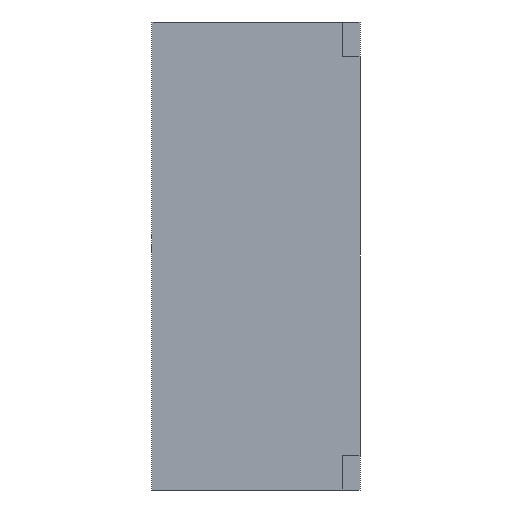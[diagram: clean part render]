
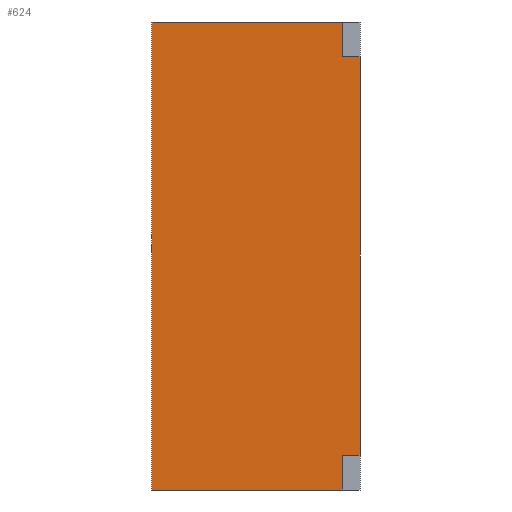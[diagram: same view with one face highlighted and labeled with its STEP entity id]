
A CAD part, left-side view. The second image highlights one B-rep face of the part: STEP entity #624.
In plain terms, the highlighted planar face has unit normal (-1, 0, 0).
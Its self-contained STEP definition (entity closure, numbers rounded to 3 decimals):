
#25=DIRECTION('',(0.,0.,1.));
#26=VECTOR('',#25,2.3);
#27=CARTESIAN_POINT('',(-2.65,0.,-1.15));
#28=LINE('',#27,#26);
#85=DIRECTION('',(0.,1.,0.));
#86=VECTOR('',#85,1.1);
#87=CARTESIAN_POINT('',(-2.65,0.1,1.35));
#88=LINE('',#87,#86);
#149=DIRECTION('',(0.,0.,1.));
#150=VECTOR('',#149,2.7);
#151=CARTESIAN_POINT('',(-2.65,1.2,-1.35));
#152=LINE('',#151,#150);
#201=DIRECTION('',(0.,0.,1.));
#202=VECTOR('',#201,0.2);
#203=CARTESIAN_POINT('',(-2.65,0.1,-1.35));
#204=LINE('',#203,#202);
#205=DIRECTION('',(0.,1.,0.));
#206=VECTOR('',#205,1.1);
#207=CARTESIAN_POINT('',(-2.65,0.1,-1.35));
#208=LINE('',#207,#206);
#209=DIRECTION('',(0.,0.,1.));
#210=VECTOR('',#209,0.2);
#211=CARTESIAN_POINT('',(-2.65,0.1,1.15));
#212=LINE('',#211,#210);
#213=DIRECTION('',(0.,1.,0.));
#214=VECTOR('',#213,0.1);
#215=CARTESIAN_POINT('',(-2.65,0.,1.15));
#216=LINE('',#215,#214);
#217=DIRECTION('',(0.,1.,0.));
#218=VECTOR('',#217,0.1);
#219=CARTESIAN_POINT('',(-2.65,0.,-1.15));
#220=LINE('',#219,#218);
#289=CARTESIAN_POINT('',(-2.65,1.2,-1.35));
#290=CARTESIAN_POINT('',(-2.65,1.2,1.35));
#291=VERTEX_POINT('',#289);
#292=VERTEX_POINT('',#290);
#297=CARTESIAN_POINT('',(-2.65,0.1,1.35));
#299=VERTEX_POINT('',#297);
#365=CARTESIAN_POINT('',(-2.65,0.,1.15));
#366=VERTEX_POINT('',#365);
#367=CARTESIAN_POINT('',(-2.65,0.,-1.15));
#368=VERTEX_POINT('',#367);
#373=CARTESIAN_POINT('',(-2.65,0.1,-1.35));
#374=CARTESIAN_POINT('',(-2.65,0.1,-1.15));
#375=VERTEX_POINT('',#373);
#376=VERTEX_POINT('',#374);
#377=CARTESIAN_POINT('',(-2.65,0.1,1.15));
#378=VERTEX_POINT('',#377);
#605=CARTESIAN_POINT('',(-2.65,0.,-1.35));
#606=DIRECTION('',(-1.,0.,0.));
#607=DIRECTION('',(0.,0.,1.));
#608=AXIS2_PLACEMENT_3D('',#605,#606,#607);
#609=PLANE('',#608);
#611=ORIENTED_EDGE('',*,*,#610,.F.);
#612=ORIENTED_EDGE('',*,*,#581,.T.);
#613=ORIENTED_EDGE('',*,*,#553,.T.);
#614=ORIENTED_EDGE('',*,*,#463,.F.);
#616=ORIENTED_EDGE('',*,*,#615,.F.);
#618=ORIENTED_EDGE('',*,*,#617,.F.);
#619=ORIENTED_EDGE('',*,*,#410,.F.);
#621=ORIENTED_EDGE('',*,*,#620,.T.);
#622=EDGE_LOOP('',(#611,#612,#613,#614,#616,#618,#619,#621));
#623=FACE_OUTER_BOUND('',#622,.F.);
#410=EDGE_CURVE('',#368,#366,#28,.T.);
#463=EDGE_CURVE('',#299,#292,#88,.T.);
#553=EDGE_CURVE('',#291,#292,#152,.T.);
#581=EDGE_CURVE('',#375,#291,#208,.T.);
#610=EDGE_CURVE('',#375,#376,#204,.T.);
#615=EDGE_CURVE('',#378,#299,#212,.T.);
#617=EDGE_CURVE('',#366,#378,#216,.T.);
#620=EDGE_CURVE('',#368,#376,#220,.T.);
#624=ADVANCED_FACE('',(#623),#609,.T.);
